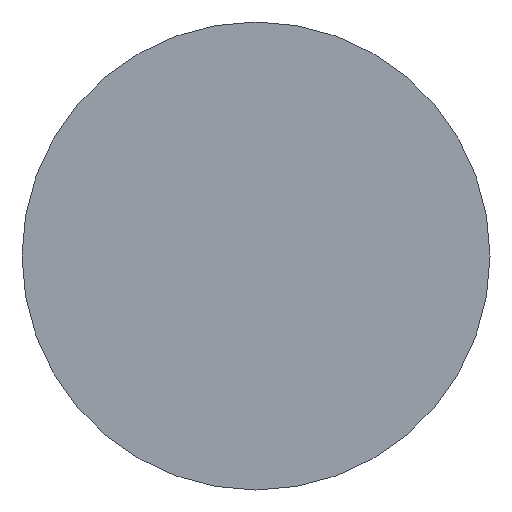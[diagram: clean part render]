
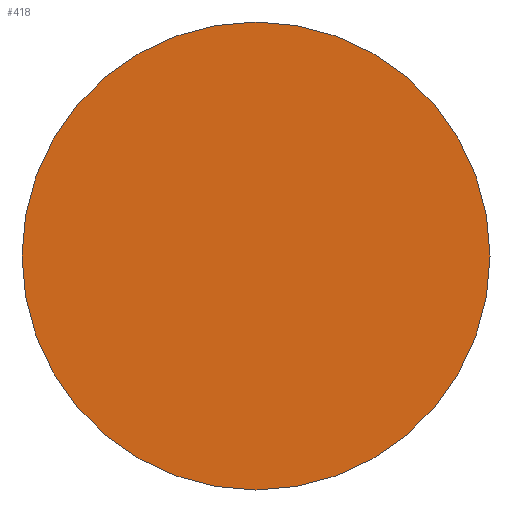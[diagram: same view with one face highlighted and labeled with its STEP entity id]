
A CAD part, front view. The second image highlights one B-rep face of the part: STEP entity #418.
In plain terms, the highlighted planar face has unit normal (0, -1, 0).
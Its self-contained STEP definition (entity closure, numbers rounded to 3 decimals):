
#79=FACE_OUTER_BOUND('',#103,.T.);
#103=EDGE_LOOP('',(#289,#290));
#137=CIRCLE('',#475,12.245);
#138=CIRCLE('',#476,12.245);
#166=VERTEX_POINT('',#660);
#167=VERTEX_POINT('',#661);
#212=EDGE_CURVE('',#166,#167,#137,.T.);
#213=EDGE_CURVE('',#167,#166,#138,.T.);
#289=ORIENTED_EDGE('',*,*,#212,.T.);
#290=ORIENTED_EDGE('',*,*,#213,.T.);
#378=PLANE('',#477);
#418=ADVANCED_FACE('',(#79),#378,.T.);
#475=AXIS2_PLACEMENT_3D('',#662,#550,#551);
#476=AXIS2_PLACEMENT_3D('',#663,#552,#553);
#477=AXIS2_PLACEMENT_3D('',#665,#555,#556);
#550=DIRECTION('center_axis',(0.,-1.,0.));
#551=DIRECTION('ref_axis',(1.,0.,0.));
#552=DIRECTION('center_axis',(0.,-1.,0.));
#553=DIRECTION('ref_axis',(1.,0.,0.));
#555=DIRECTION('center_axis',(0.,-1.,0.));
#556=DIRECTION('ref_axis',(0.,0.,-1.));
#660=CARTESIAN_POINT('',(12.245,-1.592,0.));
#661=CARTESIAN_POINT('',(-12.245,-1.592,0.));
#662=CARTESIAN_POINT('Origin',(0.,-1.592,0.));
#663=CARTESIAN_POINT('Origin',(0.,-1.592,0.));
#665=CARTESIAN_POINT('Origin',(6.123,-1.592,0.));
